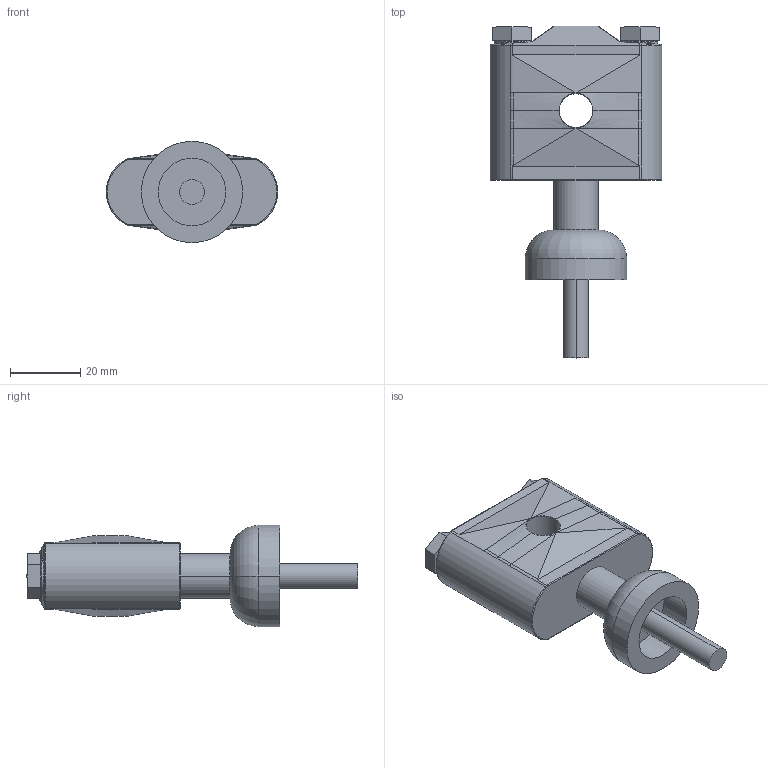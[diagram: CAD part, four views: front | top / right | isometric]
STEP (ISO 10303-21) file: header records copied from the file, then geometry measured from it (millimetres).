
FILE_DESCRIPTION (( 'STEP AP214' ), '1' );
FILE_NAME ('ZC1PC0.38T304ZP .STEP', '2023-07-14T15:48:45', ( '' ), ( '' ), 'SwSTEP 2.0', 'SolidWorks 2018', '' );
FILE_SCHEMA (( 'AUTOMOTIVE_DESIGN' ));
Length unit declared in the file: inch
Products named in the file (1): ZC1PC0.38T304ZP  
Bounding box: 48.95 x 94.85 x 28.96 mm (x, y, z)
Volume: 44623.6 mm3; surface area: 11371.3 mm2
Topology: 1 solids, 1 shells, 156 faces, 363 edges, 210 vertices
Faces by surface type: plane 48, cylinder 47, bspline 41, torus 20
Entity records: 5855 total; most frequent: CARTESIAN_POINT 2653, ORIENTED_EDGE 718, DIRECTION 586, EDGE_CURVE 359, AXIS2_PLACEMENT_3D 227, VERTEX_POINT 210, EDGE_LOOP 163, ADVANCED_FACE 156
